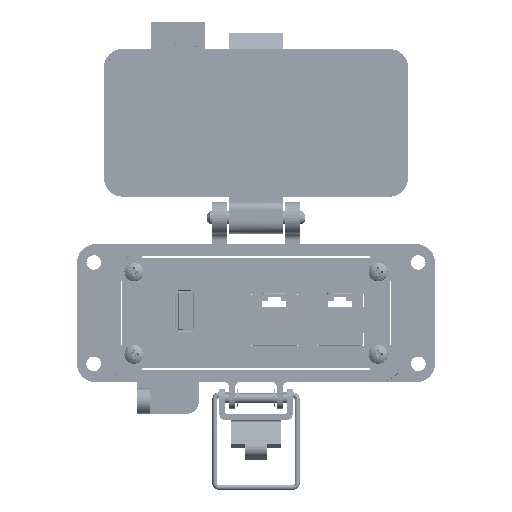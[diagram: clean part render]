
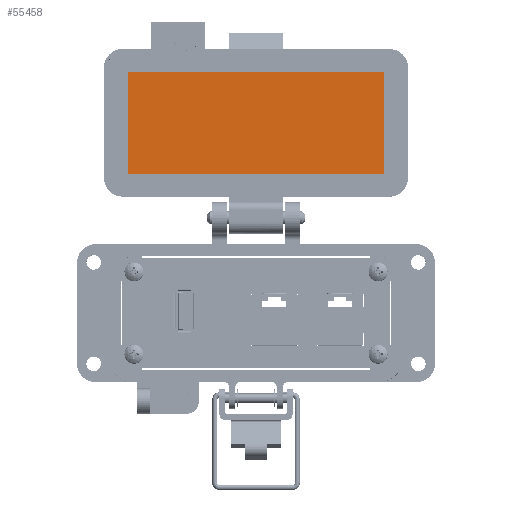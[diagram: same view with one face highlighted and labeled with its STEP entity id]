
A CAD part, top view. The second image highlights one B-rep face of the part: STEP entity #55458.
In plain terms, the highlighted planar face has unit normal (0, 0, 1).
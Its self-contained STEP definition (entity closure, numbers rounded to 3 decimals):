
#2533 = CARTESIAN_POINT ( 'NONE',  ( 42., 51.154, -25.55 ) ) ;
#2701 = CARTESIAN_POINT ( 'NONE',  ( 40.25, 83.154, -25.55 ) ) ;
#5692 = EDGE_CURVE ( 'NONE', #67006, #56910, #64384, .T. ) ;
#11750 = VECTOR ( 'NONE', #56737, 1000. ) ;
#17359 = LINE ( 'NONE', #2533, #18294 ) ;
#17476 = ORIENTED_EDGE ( 'NONE', *, *, #33332, .F. ) ;
#17666 = EDGE_LOOP ( 'NONE', ( #68211, #65131, #17476, #94476 ) ) ;
#18142 = DIRECTION ( 'NONE',  ( 0., -1., 0. ) ) ;
#18294 = VECTOR ( 'NONE', #32619, 1000. ) ;
#21614 = AXIS2_PLACEMENT_3D ( 'NONE', #27877, #57059, #87241 ) ;
#25535 = CARTESIAN_POINT ( 'NONE',  ( 40.25, 67.154, -25.55 ) ) ;
#26913 = PLANE ( 'NONE',  #21614 ) ;
#27877 = CARTESIAN_POINT ( 'NONE',  ( -8.5, 67.154, -25.55 ) ) ;
#32619 = DIRECTION ( 'NONE',  ( -1., 0., 0. ) ) ;
#33332 = EDGE_CURVE ( 'NONE', #86299, #77060, #17359, .T. ) ;
#41591 = CARTESIAN_POINT ( 'NONE',  ( -40.25, 51.154, -25.55 ) ) ;
#45442 = LINE ( 'NONE', #87401, #11750 ) ;
#52328 = EDGE_CURVE ( 'NONE', #77060, #67006, #45442, .T. ) ;
#53899 = EDGE_CURVE ( 'NONE', #56910, #86299, #78909, .T. ) ;
#55458 = ADVANCED_FACE ( 'NONE', ( #94650 ), #26913, .T. ) ;
#56737 = DIRECTION ( 'NONE',  ( 0., 1., 0. ) ) ;
#56910 = VERTEX_POINT ( 'NONE', #2701 ) ;
#57059 = DIRECTION ( 'NONE',  ( 0., 0., 1. ) ) ;
#58503 = VECTOR ( 'NONE', #71795, 1000. ) ;
#62008 = CARTESIAN_POINT ( 'NONE',  ( 40.25, 51.154, -25.55 ) ) ;
#64384 = LINE ( 'NONE', #94538, #58503 ) ;
#65131 = ORIENTED_EDGE ( 'NONE', *, *, #52328, .F. ) ;
#67006 = VERTEX_POINT ( 'NONE', #77530 ) ;
#67102 = VECTOR ( 'NONE', #18142, 1000. ) ;
#68211 = ORIENTED_EDGE ( 'NONE', *, *, #5692, .F. ) ;
#71795 = DIRECTION ( 'NONE',  ( 1., 0., 0. ) ) ;
#77060 = VERTEX_POINT ( 'NONE', #41591 ) ;
#77530 = CARTESIAN_POINT ( 'NONE',  ( -40.25, 83.154, -25.55 ) ) ;
#78909 = LINE ( 'NONE', #25535, #67102 ) ;
#86299 = VERTEX_POINT ( 'NONE', #62008 ) ;
#87241 = DIRECTION ( 'NONE',  ( 0., -1., 0. ) ) ;
#87401 = CARTESIAN_POINT ( 'NONE',  ( -40.25, 67.154, -25.55 ) ) ;
#94476 = ORIENTED_EDGE ( 'NONE', *, *, #53899, .F. ) ;
#94538 = CARTESIAN_POINT ( 'NONE',  ( -8.5, 83.154, -25.55 ) ) ;
#94650 = FACE_OUTER_BOUND ( 'NONE', #17666, .T. ) ;
